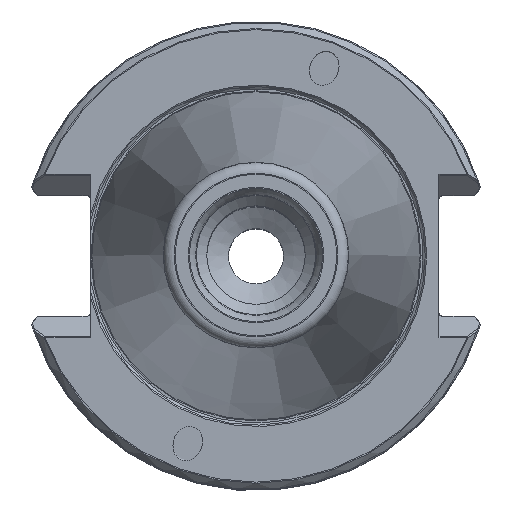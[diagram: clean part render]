
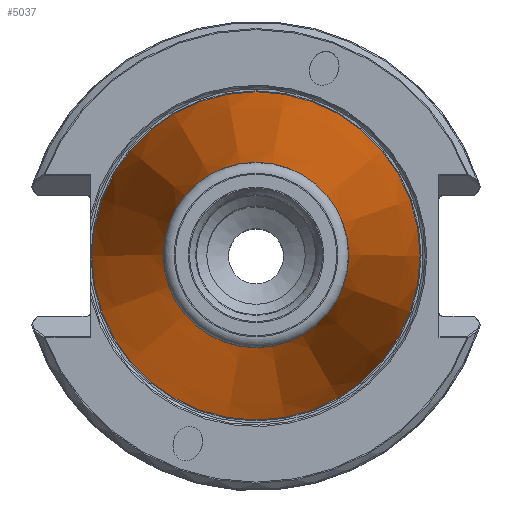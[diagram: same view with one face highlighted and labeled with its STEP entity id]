
A CAD part, top view. The second image highlights one B-rep face of the part: STEP entity #5037.
In plain terms, the highlighted conical face has half-angle 8.297 degrees and reference radius 12.415 mm.
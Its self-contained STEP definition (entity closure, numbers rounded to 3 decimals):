
#1107=ORIENTED_EDGE('',*,*,#1809,.T.);
#1108=ORIENTED_EDGE('',*,*,#1810,.T.);
#1809=EDGE_CURVE('',#2224,#2224,#2497,.F.);
#1810=EDGE_CURVE('',#2225,#2225,#2498,.T.);
#2224=VERTEX_POINT('',#7285);
#2225=VERTEX_POINT('',#7288);
#2497=CIRCLE('',#5393,12.602);
#2498=CIRCLE('',#5395,22.302);
#2773=EDGE_LOOP('',(#1107));
#2774=EDGE_LOOP('',(#1108));
#3118=FACE_BOUND('',#2773,.T.);
#3119=FACE_BOUND('',#2774,.T.);
#3291=CONICAL_SURFACE('',#5394,12.415,0.145);
#5037=ADVANCED_FACE('',(#3118,#3119),#3291,.T.);
#5393=AXIS2_PLACEMENT_3D('',#7284,#6150,#6151);
#5394=AXIS2_PLACEMENT_3D('',#7286,#6152,#6153);
#5395=AXIS2_PLACEMENT_3D('',#7287,#6154,#6155);
#6150=DIRECTION('',(0.,0.,1.));
#6151=DIRECTION('',(1.,0.,0.));
#6152=DIRECTION('',(0.,0.,-1.));
#6153=DIRECTION('',(-1.,0.,0.));
#6154=DIRECTION('',(0.,0.,1.));
#6155=DIRECTION('',(1.,0.,0.));
#7284=CARTESIAN_POINT('',(0.,0.,67.166));
#7285=CARTESIAN_POINT('',(12.602,0.,67.166));
#7286=CARTESIAN_POINT('',(0.,0.,68.45));
#7287=CARTESIAN_POINT('',(0.,0.,0.65));
#7288=CARTESIAN_POINT('',(22.302,0.,0.65));
